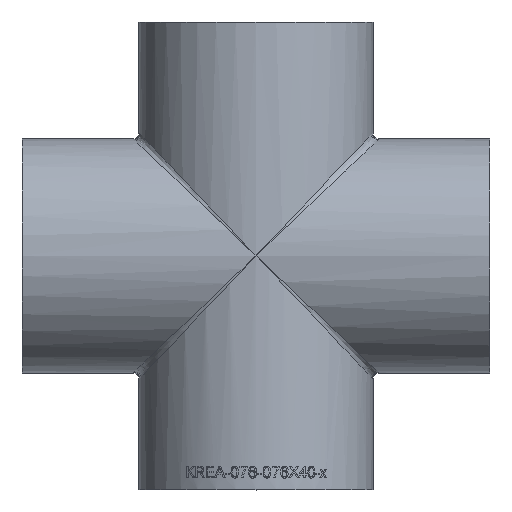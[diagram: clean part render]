
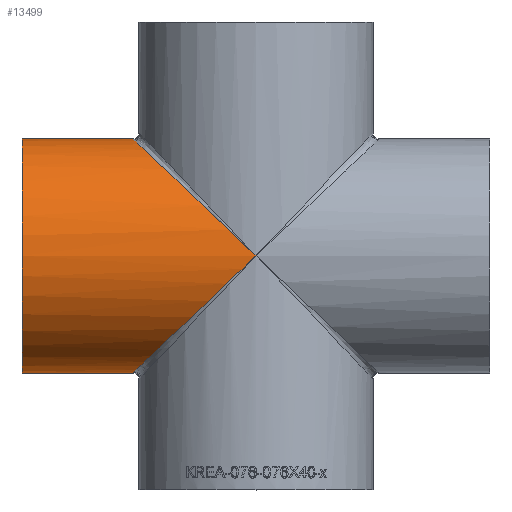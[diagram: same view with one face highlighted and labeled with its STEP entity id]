
A CAD part, top view. The second image highlights one B-rep face of the part: STEP entity #13499.
In plain terms, the highlighted cylindrical face has radius 38.05 mm (diameter 76.1 mm), a full revolution.
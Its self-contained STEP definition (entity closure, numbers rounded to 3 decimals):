
#746 = CARTESIAN_POINT ( 'NONE',  ( 0., 0., -38.05 ) ) ;
#870 = CARTESIAN_POINT ( 'NONE',  ( -80.1, 76.1, -38.05 ) ) ;
#2244 = FACE_OUTER_BOUND ( 'NONE', #13098, .T. ) ;
#2625 = FACE_OUTER_BOUND ( 'NONE', #19793, .T. ) ;
#3754 = DIRECTION ( 'NONE',  ( 0., 0., 1. ) ) ;
#3771 = CARTESIAN_POINT ( 'NONE',  ( 0., 0., 38.05 ) ) ;
#4183 = AXIS2_PLACEMENT_3D ( 'NONE', #6042, #5916, #3754 ) ;
#5215 = VERTEX_POINT ( 'NONE', #10768 ) ;
#5562 = CARTESIAN_POINT ( 'NONE',  ( -80.1, -76.1, -38.05 ) ) ;
#5810 = CARTESIAN_POINT ( 'NONE',  ( -80.1, -76.1, 38.05 ) ) ;
#5916 = DIRECTION ( 'NONE',  ( -1., 0., 0. ) ) ;
#6000 =( BOUNDED_CURVE ( )  B_SPLINE_CURVE ( 3, ( #18203, #14181, #870, #746 ),
 .UNSPECIFIED., .F., .T. ) 
 B_SPLINE_CURVE_WITH_KNOTS ( ( 4, 4 ),
 ( 4.712, 7.854 ),
 .UNSPECIFIED. ) 
 CURVE ( )  GEOMETRIC_REPRESENTATION_ITEM ( )  RATIONAL_B_SPLINE_CURVE ( ( 1., 0.333, 0.333, 1. ) ) 
 REPRESENTATION_ITEM ( '' )  );
#6042 = CARTESIAN_POINT ( 'NONE',  ( -76., 0., 0. ) ) ;
#6392 = VERTEX_POINT ( 'NONE', #7426 ) ;
#6629 = VERTEX_POINT ( 'NONE', #16358 ) ;
#7426 = CARTESIAN_POINT ( 'NONE',  ( 0., 0., -38.05 ) ) ;
#8553 =( BOUNDED_CURVE ( )  B_SPLINE_CURVE ( 3, ( #17154, #5562, #5810, #3771 ),
 .UNSPECIFIED., .F., .T. ) 
 B_SPLINE_CURVE_WITH_KNOTS ( ( 4, 4 ),
 ( 4.712, 7.854 ),
 .UNSPECIFIED. ) 
 CURVE ( )  GEOMETRIC_REPRESENTATION_ITEM ( )  RATIONAL_B_SPLINE_CURVE ( ( 1., 0.333, 0.333, 1. ) ) 
 REPRESENTATION_ITEM ( '' )  );
#8836 = EDGE_CURVE ( 'NONE', #5215, #5215, #23920, .T. ) ;
#9975 = CYLINDRICAL_SURFACE ( 'NONE', #22397, 38.05 ) ;
#10360 = DIRECTION ( 'NONE',  ( -1., 0., 0. ) ) ;
#10697 = ORIENTED_EDGE ( 'NONE', *, *, #8836, .F. ) ;
#10768 = CARTESIAN_POINT ( 'NONE',  ( -76., 0., 38.05 ) ) ;
#11993 = CARTESIAN_POINT ( 'NONE',  ( 76., 0., 0. ) ) ;
#13098 = EDGE_LOOP ( 'NONE', ( #21743, #22392 ) ) ;
#13499 = ADVANCED_FACE ( 'NONE', ( #2625, #2244 ), #9975, .T. ) ;
#14181 = CARTESIAN_POINT ( 'NONE',  ( -80.1, 76.1, 38.05 ) ) ;
#16358 = CARTESIAN_POINT ( 'NONE',  ( 0., 0., 38.05 ) ) ;
#16427 = EDGE_CURVE ( 'NONE', #6629, #6392, #6000, .T. ) ;
#17154 = CARTESIAN_POINT ( 'NONE',  ( 0., 0., -38.05 ) ) ;
#18203 = CARTESIAN_POINT ( 'NONE',  ( 0., 0., 38.05 ) ) ;
#19243 = EDGE_CURVE ( 'NONE', #6392, #6629, #8553, .T. ) ;
#19793 = EDGE_LOOP ( 'NONE', ( #10697 ) ) ;
#21717 = DIRECTION ( 'NONE',  ( 0., 0., 1. ) ) ;
#21743 = ORIENTED_EDGE ( 'NONE', *, *, #19243, .T. ) ;
#22392 = ORIENTED_EDGE ( 'NONE', *, *, #16427, .T. ) ;
#22397 = AXIS2_PLACEMENT_3D ( 'NONE', #11993, #10360, #21717 ) ;
#23920 = CIRCLE ( 'NONE', #4183, 38.05 ) ;
